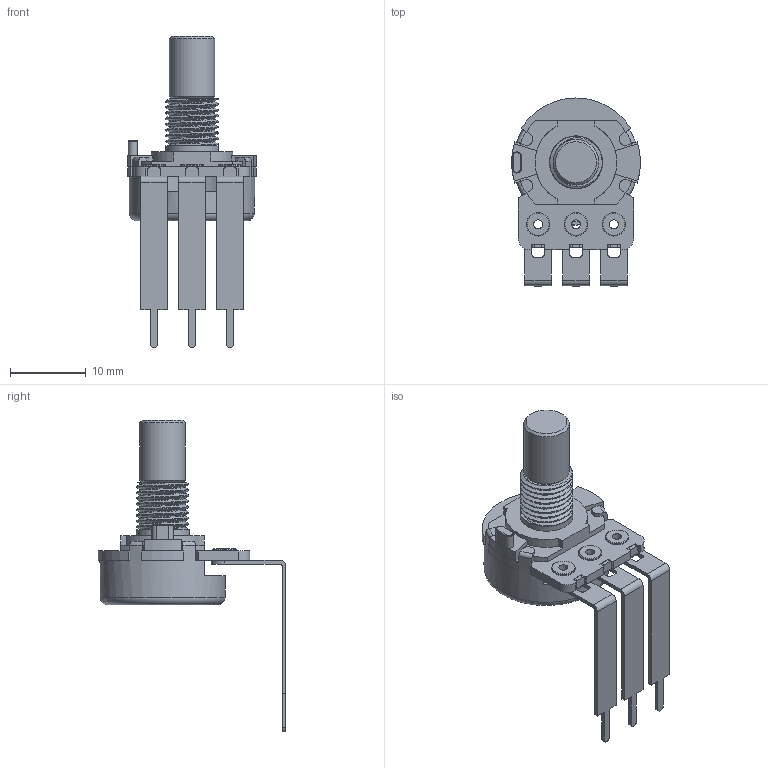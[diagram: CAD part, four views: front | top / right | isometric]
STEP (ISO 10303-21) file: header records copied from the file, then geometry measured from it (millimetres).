
FILE_DESCRIPTION(/* description */ (''),/* implementation_level */ '2;1');
FILE_NAME(/* name */ 'RV16AF-41(LL).step',/* time_stamp */ '2024-05-05T21:25:11+03:00',/* author */ (''),/* organization */ (''),/* preprocessor_version */ 'ST-DEVELOPER v20',/* originating_system */ 'Autodesk Translation Framework v12.20.1.177',/* authorisation */ '');
FILE_SCHEMA (('AUTOMOTIVE_DESIGN { 1 0 10303 214 3 1 1 }'));
Length unit declared in the file: millimetre
Products named in the file (1): RV16AF-41(LL)
Bounding box: 17 x 24.75 x 41 mm (x, y, z)
Volume: 1454 mm3; surface area: 3217.6 mm2
Topology: 6 solids, 6 shells, 263 faces, 709 edges, 464 vertices
Faces by surface type: plane 147, cylinder 100, torus 12, cone 2, bspline 2
Full cylindrical faces by diameter (mm): 1.2 x3, 2 x6, 3.1 x3, 6 x1, 6.048 x3, 6.908 x6, 7 x1, 15.5 x1, 16.5 x1
Entity records: 9678 total; most frequent: CARTESIAN_POINT 2864, ORIENTED_EDGE 1418, DIRECTION 1409, EDGE_CURVE 709, AXIS2_PLACEMENT_3D 485, VERTEX_POINT 464, LINE 439, VECTOR 439
